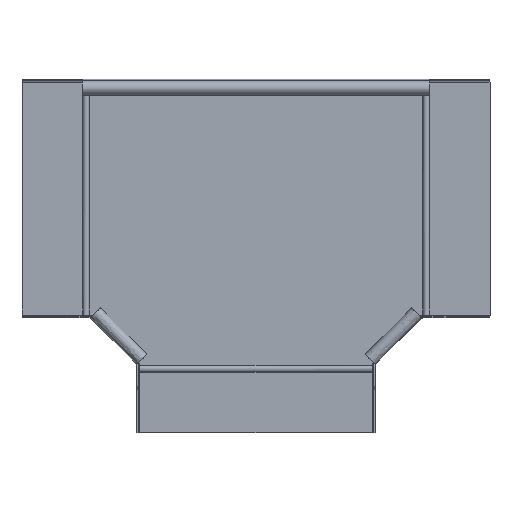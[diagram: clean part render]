
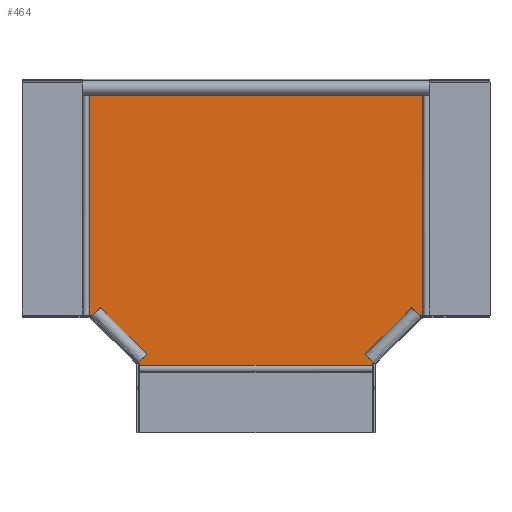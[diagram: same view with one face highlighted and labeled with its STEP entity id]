
A CAD part, top view. The second image highlights one B-rep face of the part: STEP entity #464.
In plain terms, the highlighted planar face has unit normal (0, 0, 1).
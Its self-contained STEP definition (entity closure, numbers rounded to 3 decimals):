
#464=ADVANCED_FACE('',(#948),#7547,.T.);
#948=FACE_OUTER_BOUND('',#1432,.T.);
#1432=EDGE_LOOP('',(#3675,#3676,#3677,#3678,#3679,#3680,#3681,#3682,#3683,
#3684));
#3675=ORIENTED_EDGE('',*,*,#4968,.F.);
#3676=ORIENTED_EDGE('',*,*,#4986,.T.);
#3677=ORIENTED_EDGE('',*,*,#4993,.F.);
#3678=ORIENTED_EDGE('',*,*,#5014,.F.);
#3679=ORIENTED_EDGE('',*,*,#4992,.F.);
#3680=ORIENTED_EDGE('',*,*,#4991,.F.);
#3681=ORIENTED_EDGE('',*,*,#4990,.F.);
#3682=ORIENTED_EDGE('',*,*,#4989,.F.);
#3683=ORIENTED_EDGE('',*,*,#4988,.F.);
#3684=ORIENTED_EDGE('',*,*,#4996,.F.);
#4968=EDGE_CURVE('',#7012,#7011,#6226,.T.);
#4986=EDGE_CURVE('',#7012,#7024,#6238,.T.);
#4988=EDGE_CURVE('',#7025,#7026,#6239,.T.);
#4989=EDGE_CURVE('',#7026,#7027,#6240,.T.);
#4990=EDGE_CURVE('',#7027,#7028,#6241,.T.);
#4991=EDGE_CURVE('',#7028,#7029,#6242,.T.);
#4992=EDGE_CURVE('',#7029,#7030,#6243,.T.);
#4993=EDGE_CURVE('',#7031,#7024,#6244,.T.);
#4996=EDGE_CURVE('',#7011,#7025,#6247,.T.);
#5014=EDGE_CURVE('',#7030,#7031,#6259,.T.);
#6226=B_SPLINE_CURVE_WITH_KNOTS('',1,(#18283,#18284),.UNSPECIFIED.,.F.,
 .F.,(2,2),(0.,1.972),.UNSPECIFIED.);
#6238=B_SPLINE_CURVE_WITH_KNOTS('',1,(#18327,#18328),.UNSPECIFIED.,.F.,
 .F.,(2,2),(-198.5,0.),.UNSPECIFIED.);
#6239=B_SPLINE_CURVE_WITH_KNOTS('',1,(#18332,#18333),.UNSPECIFIED.,.F.,
 .F.,(2,2),(0.,1.972),.UNSPECIFIED.);
#6240=B_SPLINE_CURVE_WITH_KNOTS('',1,(#18334,#18335),.UNSPECIFIED.,.F.,
 .F.,(2,2),(0.,198.5),.UNSPECIFIED.);
#6241=B_SPLINE_CURVE_WITH_KNOTS('',1,(#18336,#18337),.UNSPECIFIED.,.F.,
 .F.,(2,2),(-284.543,0.),.UNSPECIFIED.);
#6242=B_SPLINE_CURVE_WITH_KNOTS('',1,(#18338,#18339),.UNSPECIFIED.,.F.,
 .F.,(2,2),(0.,198.5),.UNSPECIFIED.);
#6243=B_SPLINE_CURVE_WITH_KNOTS('',1,(#18340,#18341),.UNSPECIFIED.,.F.,
 .F.,(2,2),(0.,1.972),.UNSPECIFIED.);
#6244=B_SPLINE_CURVE_WITH_KNOTS('',1,(#18342,#18343),.UNSPECIFIED.,.F.,
 .F.,(2,2),(0.,1.972),.UNSPECIFIED.);
#6247=B_SPLINE_CURVE_WITH_KNOTS('',1,(#18348,#18349),.UNSPECIFIED.,.F.,
 .F.,(2,2),(-58.053,0.),.UNSPECIFIED.);
#6259=B_SPLINE_CURVE_WITH_KNOTS('',1,(#18394,#18395),.UNSPECIFIED.,.F.,
 .F.,(2,2),(-58.053,0.),.UNSPECIFIED.);
#7011=VERTEX_POINT('',#18212);
#7012=VERTEX_POINT('',#18213);
#7024=VERTEX_POINT('',#18225);
#7025=VERTEX_POINT('',#18226);
#7026=VERTEX_POINT('',#18227);
#7027=VERTEX_POINT('',#18228);
#7028=VERTEX_POINT('',#18229);
#7029=VERTEX_POINT('',#18230);
#7030=VERTEX_POINT('',#18231);
#7031=VERTEX_POINT('',#18232);
#7547=PLANE('',#7873);
#7873=AXIS2_PLACEMENT_3D('',#17922,#8165,$);
#8165=DIRECTION('',(0.,0.,1.));
#17922=CARTESIAN_POINT('',(171.324,32.578,1.25));
#18212=CARTESIAN_POINT('',(-99.25,59.3,1.25));
#18213=CARTESIAN_POINT('',(-99.25,57.328,1.25));
#18225=CARTESIAN_POINT('',(99.25,57.328,1.25));
#18226=CARTESIAN_POINT('',(-140.3,100.35,1.25));
#18227=CARTESIAN_POINT('',(-142.272,100.35,1.25));
#18228=CARTESIAN_POINT('',(-142.272,298.85,1.25));
#18229=CARTESIAN_POINT('',(142.272,298.85,1.25));
#18230=CARTESIAN_POINT('',(142.272,100.35,1.25));
#18231=CARTESIAN_POINT('',(140.3,100.35,1.25));
#18232=CARTESIAN_POINT('',(99.25,59.3,1.25));
#18283=CARTESIAN_POINT('',(-99.25,57.328,1.25));
#18284=CARTESIAN_POINT('',(-99.25,59.3,1.25));
#18327=CARTESIAN_POINT('',(-99.25,57.328,1.25));
#18328=CARTESIAN_POINT('',(99.25,57.328,1.25));
#18332=CARTESIAN_POINT('',(-140.3,100.35,1.25));
#18333=CARTESIAN_POINT('',(-142.272,100.35,1.25));
#18334=CARTESIAN_POINT('',(-142.272,100.35,1.25));
#18335=CARTESIAN_POINT('',(-142.272,298.85,1.25));
#18336=CARTESIAN_POINT('',(-142.272,298.85,1.25));
#18337=CARTESIAN_POINT('',(142.272,298.85,1.25));
#18338=CARTESIAN_POINT('',(142.272,298.85,1.25));
#18339=CARTESIAN_POINT('',(142.272,100.35,1.25));
#18340=CARTESIAN_POINT('',(142.272,100.35,1.25));
#18341=CARTESIAN_POINT('',(140.3,100.35,1.25));
#18342=CARTESIAN_POINT('',(99.25,59.3,1.25));
#18343=CARTESIAN_POINT('',(99.25,57.328,1.25));
#18348=CARTESIAN_POINT('',(-99.25,59.3,1.25));
#18349=CARTESIAN_POINT('',(-140.3,100.35,1.25));
#18394=CARTESIAN_POINT('',(140.3,100.35,1.25));
#18395=CARTESIAN_POINT('',(99.25,59.3,1.25));
